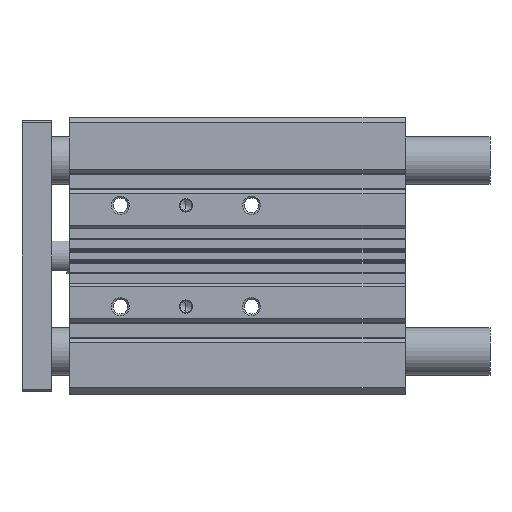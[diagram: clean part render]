
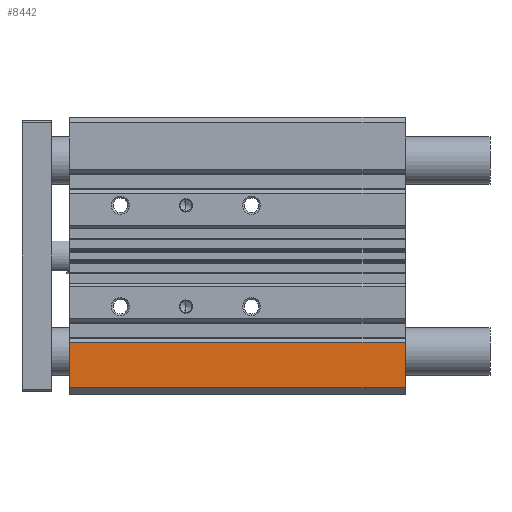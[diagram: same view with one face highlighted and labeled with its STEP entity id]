
A CAD part, front view. The second image highlights one B-rep face of the part: STEP entity #8442.
In plain terms, the highlighted planar face has unit normal (0, -1, 0).
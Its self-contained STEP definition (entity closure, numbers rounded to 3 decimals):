
#209 = CARTESIAN_POINT ( 'NONE',  ( 0., -21., -44.2 ) ) ;
#418 = ORIENTED_EDGE ( 'NONE', *, *, #3830, .T. ) ;
#614 = EDGE_CURVE ( 'NONE', #2608, #9262, #4603, .T. ) ;
#1074 = VERTEX_POINT ( 'NONE', #3603 ) ;
#1188 = VECTOR ( 'NONE', #6089, 1000. ) ;
#1817 = CARTESIAN_POINT ( 'NONE',  ( 112.5, -21., 0. ) ) ;
#2487 = EDGE_CURVE ( 'NONE', #2608, #7765, #4844, .T. ) ;
#2608 = VERTEX_POINT ( 'NONE', #7331 ) ;
#2644 = EDGE_CURVE ( 'NONE', #7765, #1074, #4366, .T. ) ;
#2876 = VECTOR ( 'NONE', #6412, 1000. ) ;
#3603 = CARTESIAN_POINT ( 'NONE',  ( 0., -21., -44.2 ) ) ;
#3671 = DIRECTION ( 'NONE',  ( -1., 0., 0. ) ) ;
#3830 = EDGE_CURVE ( 'NONE', #9262, #1074, #4177, .T. ) ;
#4177 = LINE ( 'NONE', #209, #2876 ) ;
#4366 = LINE ( 'NONE', #12351, #1188 ) ;
#4603 = LINE ( 'NONE', #8617, #12053 ) ;
#4844 = LINE ( 'NONE', #1817, #8774 ) ;
#5577 = CARTESIAN_POINT ( 'NONE',  ( 0., -21., -44.2 ) ) ;
#6089 = DIRECTION ( 'NONE',  ( -1., 0., 0. ) ) ;
#6281 = EDGE_LOOP ( 'NONE', ( #418, #8431, #9392, #10845 ) ) ;
#6412 = DIRECTION ( 'NONE',  ( 0., 0., -1. ) ) ;
#6560 = FACE_OUTER_BOUND ( 'NONE', #6281, .T. ) ;
#7331 = CARTESIAN_POINT ( 'NONE',  ( 112.5, -21., -29. ) ) ;
#7758 = DIRECTION ( 'NONE',  ( 0., -1., 0. ) ) ;
#7765 = VERTEX_POINT ( 'NONE', #11336 ) ;
#8431 = ORIENTED_EDGE ( 'NONE', *, *, #2644, .F. ) ;
#8442 = ADVANCED_FACE ( 'NONE', ( #6560 ), #10576, .T. ) ;
#8617 = CARTESIAN_POINT ( 'NONE',  ( 0., -21., -29. ) ) ;
#8774 = VECTOR ( 'NONE', #8993, 1000. ) ;
#8887 = CARTESIAN_POINT ( 'NONE',  ( 0., -21., -29. ) ) ;
#8993 = DIRECTION ( 'NONE',  ( 0., 0., -1. ) ) ;
#9262 = VERTEX_POINT ( 'NONE', #8887 ) ;
#9392 = ORIENTED_EDGE ( 'NONE', *, *, #2487, .F. ) ;
#10576 = PLANE ( 'NONE',  #11510 ) ;
#10845 = ORIENTED_EDGE ( 'NONE', *, *, #614, .T. ) ;
#11336 = CARTESIAN_POINT ( 'NONE',  ( 112.5, -21., -44.2 ) ) ;
#11510 = AXIS2_PLACEMENT_3D ( 'NONE', #5577, #7758, #12630 ) ;
#12053 = VECTOR ( 'NONE', #3671, 1000. ) ;
#12351 = CARTESIAN_POINT ( 'NONE',  ( 0., -21., -44.2 ) ) ;
#12630 = DIRECTION ( 'NONE',  ( 0., 0., -1. ) ) ;
